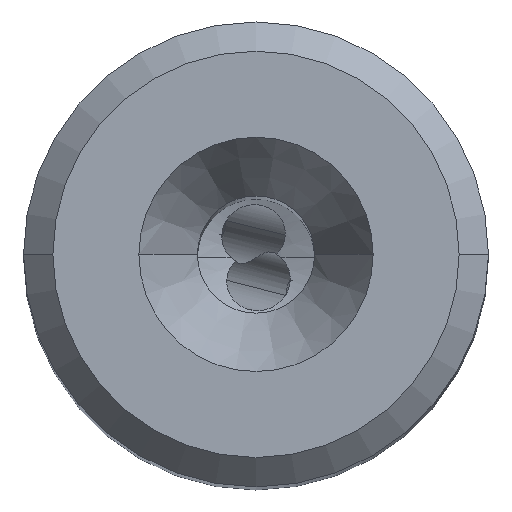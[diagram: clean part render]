
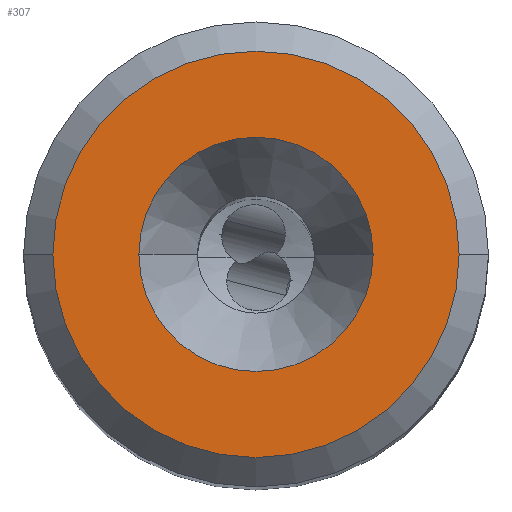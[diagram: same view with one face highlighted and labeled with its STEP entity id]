
A CAD part, top view. The second image highlights one B-rep face of the part: STEP entity #307.
In plain terms, the highlighted planar face has unit normal (0, 0, 1).
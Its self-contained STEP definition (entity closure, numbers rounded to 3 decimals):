
#73=FACE_BOUND('',#734,.T.);
#74=FACE_BOUND('',#735,.T.);
#307=ADVANCED_FACE('',(#73,#74),#438,.T.);
#438=PLANE('',#4110);
#734=EDGE_LOOP('',(#1945,#1946));
#735=EDGE_LOOP('',(#1947,#1948));
#1232=CIRCLE('',#4102,6.938);
#1233=CIRCLE('',#4104,6.938);
#1235=CIRCLE('',#4108,4.);
#1236=CIRCLE('',#4109,4.);
#1945=ORIENTED_EDGE('',*,*,#3248,.F.);
#1946=ORIENTED_EDGE('',*,*,#3246,.F.);
#1947=ORIENTED_EDGE('',*,*,#3250,.F.);
#1948=ORIENTED_EDGE('',*,*,#3251,.F.);
#2757=VERTEX_POINT('',#8242);
#2758=VERTEX_POINT('',#8244);
#2759=VERTEX_POINT('',#8252);
#2760=VERTEX_POINT('',#8253);
#3246=EDGE_CURVE('',#2757,#2758,#1232,.T.);
#3248=EDGE_CURVE('',#2758,#2757,#1233,.T.);
#3250=EDGE_CURVE('',#2759,#2760,#1235,.T.);
#3251=EDGE_CURVE('',#2760,#2759,#1236,.T.);
#4102=AXIS2_PLACEMENT_3D('',#8243,#4799,#4800);
#4104=AXIS2_PLACEMENT_3D('',#8247,#4804,#4805);
#4108=AXIS2_PLACEMENT_3D('',#8251,#4812,#4813);
#4109=AXIS2_PLACEMENT_3D('',#8254,#4814,#4815);
#4110=AXIS2_PLACEMENT_3D('',#8255,#4816,#4817);
#4799=DIRECTION('',(0.,0.,-1.));
#4800=DIRECTION('',(1.,0.,0.));
#4804=DIRECTION('',(0.,0.,-1.));
#4805=DIRECTION('',(-1.,0.,0.));
#4812=DIRECTION('',(0.,0.,1.));
#4813=DIRECTION('',(-1.,0.,0.));
#4814=DIRECTION('',(0.,0.,1.));
#4815=DIRECTION('',(1.,0.,0.));
#4816=DIRECTION('',(0.,0.,1.));
#4817=DIRECTION('',(1.,0.,0.));
#8242=CARTESIAN_POINT('',(6.938,0.,0.));
#8243=CARTESIAN_POINT('',(0.,0.,0.));
#8244=CARTESIAN_POINT('',(-6.938,0.,0.));
#8247=CARTESIAN_POINT('',(0.,0.,0.));
#8251=CARTESIAN_POINT('',(0.,0.,0.));
#8252=CARTESIAN_POINT('',(-4.,0.,0.));
#8253=CARTESIAN_POINT('',(4.,0.,0.));
#8254=CARTESIAN_POINT('',(0.,0.,0.));
#8255=CARTESIAN_POINT('',(0.,0.,0.));
